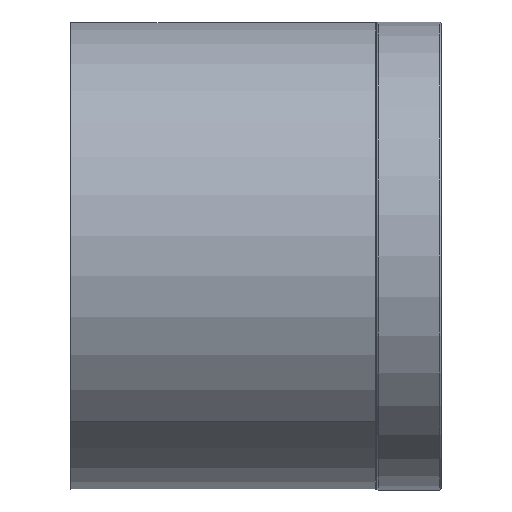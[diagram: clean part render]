
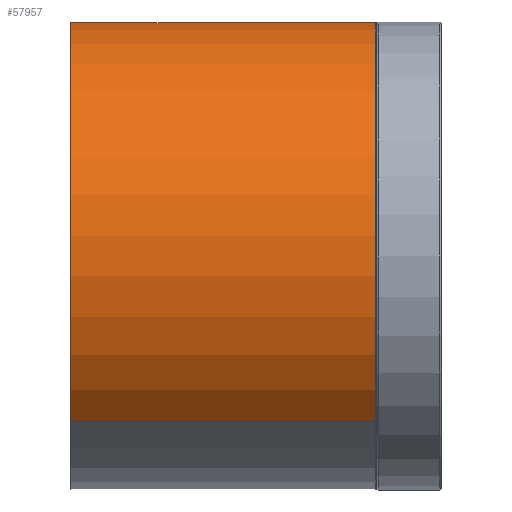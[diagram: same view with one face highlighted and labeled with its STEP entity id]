
A CAD part, left-side view. The second image highlights one B-rep face of the part: STEP entity #57957.
In plain terms, the highlighted cylindrical face has radius 85 mm (diameter 170 mm), a partial arc.
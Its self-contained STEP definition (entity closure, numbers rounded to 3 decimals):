
#356 = EDGE_CURVE ( 'NONE', #48099, #41229, #39928, .T. ) ;
#1842 = VERTEX_POINT ( 'NONE', #53980 ) ;
#6495 = VERTEX_POINT ( 'NONE', #41923 ) ;
#11997 = CARTESIAN_POINT ( 'NONE',  ( 60.104, 119.773, 60.104 ) ) ;
#12883 = DIRECTION ( 'NONE',  ( -0.707, 0., -0.707 ) ) ;
#13087 = VECTOR ( 'NONE', #48494, 1000. ) ;
#15489 = AXIS2_PLACEMENT_3D ( 'NONE', #38044, #22814, #12883 ) ;
#16566 = CYLINDRICAL_SURFACE ( 'NONE', #15489, 85. ) ;
#20933 = ORIENTED_EDGE ( 'NONE', *, *, #50912, .T. ) ;
#22737 = DIRECTION ( 'NONE',  ( 0., -1., 0. ) ) ;
#22814 = DIRECTION ( 'NONE',  ( 0., 1., 0. ) ) ;
#25934 = VECTOR ( 'NONE', #42475, 1000. ) ;
#26666 = AXIS2_PLACEMENT_3D ( 'NONE', #59725, #29352, #64793 ) ;
#29352 = DIRECTION ( 'NONE',  ( 0., -1., 0. ) ) ;
#38044 = CARTESIAN_POINT ( 'NONE',  ( 0., 119.773, 0. ) ) ;
#39389 = LINE ( 'NONE', #11997, #25934 ) ;
#39928 = LINE ( 'NONE', #58755, #13087 ) ;
#40915 = CIRCLE ( 'NONE', #52412, 85. ) ;
#41229 = VERTEX_POINT ( 'NONE', #53545 ) ;
#41923 = CARTESIAN_POINT ( 'NONE',  ( 60.104, 38.173, 60.104 ) ) ;
#42475 = DIRECTION ( 'NONE',  ( 0., 1., 0. ) ) ;
#45052 = ORIENTED_EDGE ( 'NONE', *, *, #356, .F. ) ;
#46461 = EDGE_LOOP ( 'NONE', ( #55800, #53353, #20933, #45052 ) ) ;
#46801 = CIRCLE ( 'NONE', #26666, 85. ) ;
#48099 = VERTEX_POINT ( 'NONE', #52138 ) ;
#48494 = DIRECTION ( 'NONE',  ( 0., 1., 0. ) ) ;
#50355 = EDGE_CURVE ( 'NONE', #6495, #1842, #39389, .T. ) ;
#50912 = EDGE_CURVE ( 'NONE', #1842, #41229, #40915, .T. ) ;
#52138 = CARTESIAN_POINT ( 'NONE',  ( -60.104, 38.173, -60.104 ) ) ;
#52412 = AXIS2_PLACEMENT_3D ( 'NONE', #53015, #22737, #58145 ) ;
#53015 = CARTESIAN_POINT ( 'NONE',  ( 0., 148.773, 0. ) ) ;
#53353 = ORIENTED_EDGE ( 'NONE', *, *, #50355, .T. ) ;
#53545 = CARTESIAN_POINT ( 'NONE',  ( -60.104, 148.773, -60.104 ) ) ;
#53980 = CARTESIAN_POINT ( 'NONE',  ( 60.104, 148.773, 60.104 ) ) ;
#55800 = ORIENTED_EDGE ( 'NONE', *, *, #63391, .F. ) ;
#56933 = FACE_OUTER_BOUND ( 'NONE', #46461, .T. ) ;
#57957 = ADVANCED_FACE ( 'NONE', ( #56933 ), #16566, .T. ) ;
#58145 = DIRECTION ( 'NONE',  ( 0.707, 0., 0.707 ) ) ;
#58755 = CARTESIAN_POINT ( 'NONE',  ( -60.104, 119.773, -60.104 ) ) ;
#59725 = CARTESIAN_POINT ( 'NONE',  ( 0., 38.173, 0. ) ) ;
#63391 = EDGE_CURVE ( 'NONE', #6495, #48099, #46801, .T. ) ;
#64793 = DIRECTION ( 'NONE',  ( 0.707, 0., 0.707 ) ) ;
